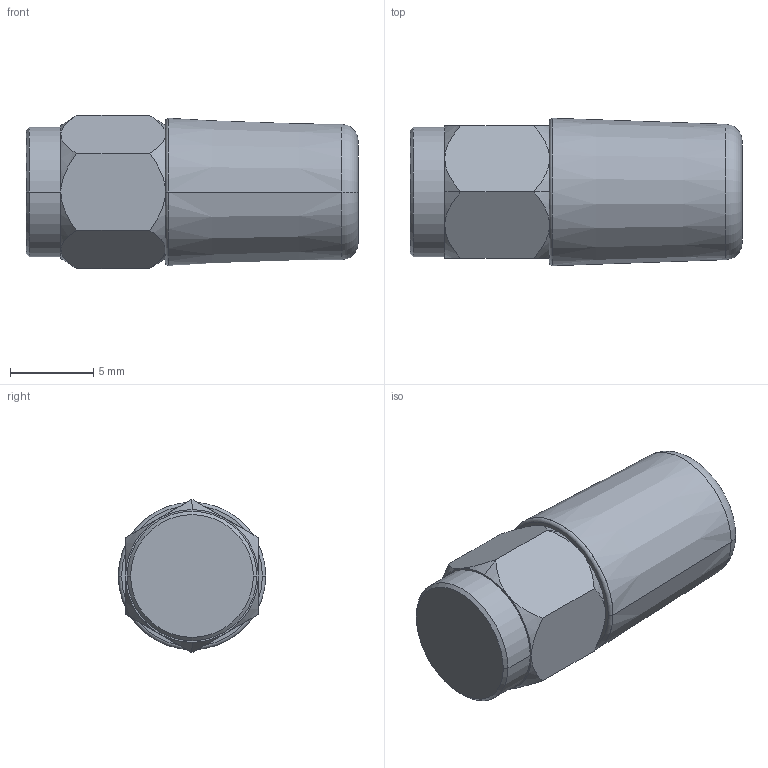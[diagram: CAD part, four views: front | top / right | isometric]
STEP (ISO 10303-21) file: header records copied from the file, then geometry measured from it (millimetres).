
FILE_DESCRIPTION(('STEP AP214'),'1');
FILE_NAME('-1.stp','2023-10-05T02:00:40',('Administrator'),(' '),'Spatial InterOp 3D','CST ACIS InterOp Converter 2016',' ');
FILE_SCHEMA(('AUTOMOTIVE_DESIGN { 1 0 10303 214 1 1 1 1 }'));
Length unit declared in the file: millimetre
Products named in the file (1): default|____-____8
Bounding box: 20 x 8.89 x 9.24 mm (x, y, z)
Volume: 1099 mm3; surface area: 634.2 mm2
Topology: 1 solids, 1 shells, 38 faces, 78 edges, 44 vertices
Faces by surface type: cone 20, plane 10, torus 6, cylinder 2
Entity records: 1643 total; most frequent: CARTESIAN_POINT 285, DIRECTION 170, ORIENTED_EDGE 156, STYLED_ITEM 89, PRESENTATION_STYLE_ASSIGNMENT 89, COLOUR_RGB 89, EDGE_CURVE 78, AXIS2_PLACEMENT_3D 77
